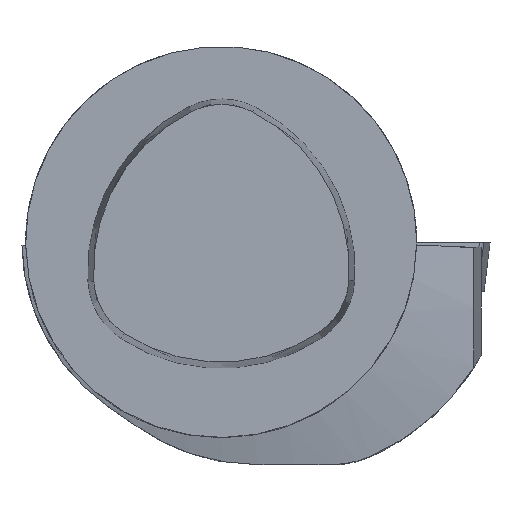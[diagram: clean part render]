
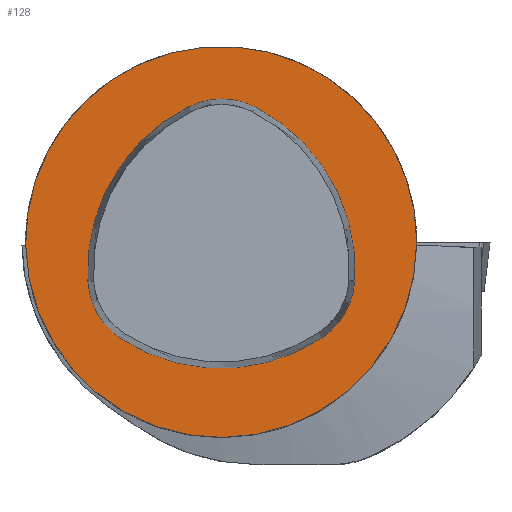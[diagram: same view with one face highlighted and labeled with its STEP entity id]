
A CAD part, top view. The second image highlights one B-rep face of the part: STEP entity #128.
In plain terms, the highlighted planar face has unit normal (0, 0, 1).
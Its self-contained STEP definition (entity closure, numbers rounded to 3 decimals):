
#73=CIRCLE('',#978,16.);
#128=ADVANCED_FACE('',(#213),#178,.T.);
#178=PLANE('',#988);
#213=FACE_OUTER_BOUND('',#271,.T.);
#271=EDGE_LOOP('',(#506));
#506=ORIENTED_EDGE('',*,*,#816,.F.);
#727=VERTEX_POINT('',#1407);
#816=EDGE_CURVE('',#727,#727,#73,.T.);
#978=AXIS2_PLACEMENT_3D('',#1406,#1114,#1115);
#988=AXIS2_PLACEMENT_3D('',#1498,#1138,#1139);
#1114=DIRECTION('',(0.,0.,-1.));
#1115=DIRECTION('',(1.,0.,0.));
#1138=DIRECTION('',(0.,0.,1.));
#1139=DIRECTION('',(-1.,0.,0.));
#1406=CARTESIAN_POINT('',(0.,0.,0.));
#1407=CARTESIAN_POINT('',(16.,0.,0.));
#1498=CARTESIAN_POINT('',(0.,0.,0.));
